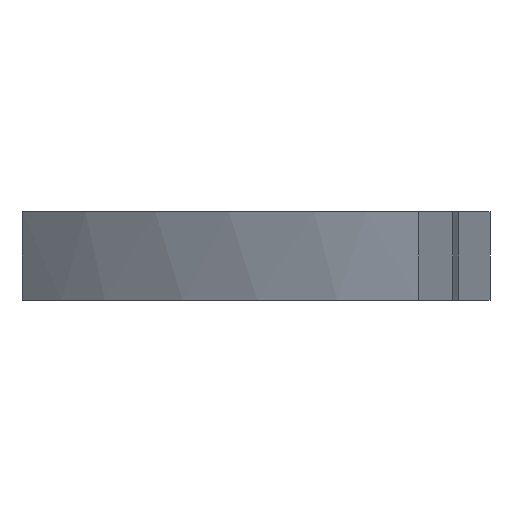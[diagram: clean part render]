
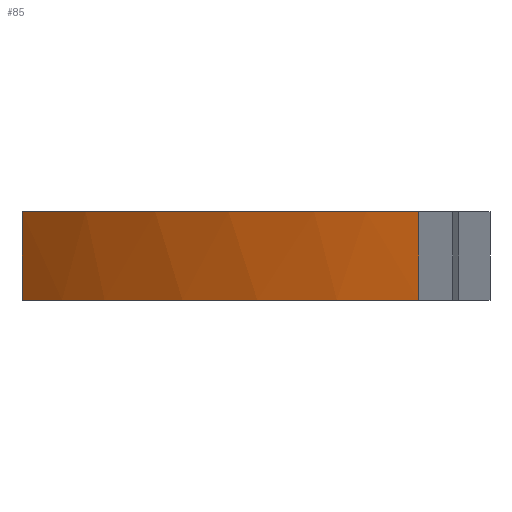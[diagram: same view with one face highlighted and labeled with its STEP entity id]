
A CAD part, front view. The second image highlights one B-rep face of the part: STEP entity #85.
In plain terms, the highlighted free-form (B-spline) face has degree [2, 1] with [3, 2] control points.
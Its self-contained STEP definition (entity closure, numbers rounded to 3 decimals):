
#85=ADVANCED_FACE('',(#165),#2869,.T.);
#165=FACE_OUTER_BOUND('',#245,.T.);
#245=EDGE_LOOP('',(#674,#675,#676,#677));
#674=ORIENTED_EDGE('',*,*,#2030,.F.);
#675=ORIENTED_EDGE('',*,*,#2173,.F.);
#676=ORIENTED_EDGE('',*,*,#1986,.F.);
#677=ORIENTED_EDGE('',*,*,#2142,.F.);
#750=(
BOUNDED_CURVE()
B_SPLINE_CURVE(2,(#3744,#3745,#3746),.UNSPECIFIED.,.F.,.F.)
B_SPLINE_CURVE_WITH_KNOTS((3,3),(1730.796,1888.143),
 .UNSPECIFIED.)
CURVE()
GEOMETRIC_REPRESENTATION_ITEM()
RATIONAL_B_SPLINE_CURVE((1.,0.966,1.))
REPRESENTATION_ITEM('')
);
#751=(
BOUNDED_CURVE()
B_SPLINE_CURVE(2,(#3747,#3748,#3749),.UNSPECIFIED.,.F.,.F.)
B_SPLINE_CURVE_WITH_KNOTS((3,3),(1730.796,1888.143),
 .UNSPECIFIED.)
CURVE()
GEOMETRIC_REPRESENTATION_ITEM()
RATIONAL_B_SPLINE_CURVE((1.,0.966,1.))
REPRESENTATION_ITEM('')
);
#756=(
BOUNDED_CURVE()
B_SPLINE_CURVE(2,(#3936,#3937,#3938),.UNSPECIFIED.,.F.,.F.)
B_SPLINE_CURVE_WITH_KNOTS((3,3),(-1888.143,-1730.796),
 .UNSPECIFIED.)
CURVE()
GEOMETRIC_REPRESENTATION_ITEM()
RATIONAL_B_SPLINE_CURVE((1.,0.966,1.))
REPRESENTATION_ITEM('')
);
#757=(
BOUNDED_CURVE()
B_SPLINE_CURVE(2,(#3939,#3940,#3941),.UNSPECIFIED.,.F.,.F.)
B_SPLINE_CURVE_WITH_KNOTS((3,3),(-1888.143,-1730.796),
 .UNSPECIFIED.)
CURVE()
GEOMETRIC_REPRESENTATION_ITEM()
RATIONAL_B_SPLINE_CURVE((1.,0.966,1.))
REPRESENTATION_ITEM('')
);
#814=(
BOUNDED_CURVE()
B_SPLINE_CURVE(1,(#4730,#4731),.UNSPECIFIED.,.F.,.F.)
B_SPLINE_CURVE_WITH_KNOTS((2,2),(0.,30.),.UNSPECIFIED.)
CURVE()
GEOMETRIC_REPRESENTATION_ITEM()
RATIONAL_B_SPLINE_CURVE((1.,1.))
REPRESENTATION_ITEM('')
);
#843=(
BOUNDED_CURVE()
B_SPLINE_CURVE(1,(#5018,#5019),.UNSPECIFIED.,.F.,.F.)
B_SPLINE_CURVE_WITH_KNOTS((2,2),(-30.,0.),.UNSPECIFIED.)
CURVE()
GEOMETRIC_REPRESENTATION_ITEM()
RATIONAL_B_SPLINE_CURVE((1.,1.))
REPRESENTATION_ITEM('')
);
#876=PCURVE('',#2874,#1320);
#920=PCURVE('',#2875,#1364);
#1153=PCURVE('',#2840,#1597);
#1266=PCURVE('',#2868,#1710);
#1268=PCURVE('',#2869,#1712);
#1269=PCURVE('',#2869,#1713);
#1270=PCURVE('',#2869,#1714);
#1271=PCURVE('',#2869,#1715);
#1320=DEFINITIONAL_REPRESENTATION('',(#751),#5069);
#1364=DEFINITIONAL_REPRESENTATION('',(#757),#5069);
#1597=DEFINITIONAL_REPRESENTATION('',(#2553),#5069);
#1710=DEFINITIONAL_REPRESENTATION('',(#2668),#5069);
#1712=DEFINITIONAL_REPRESENTATION('',(#2670),#5069);
#1713=DEFINITIONAL_REPRESENTATION('',(#2671),#5069);
#1714=DEFINITIONAL_REPRESENTATION('',(#2672),#5069);
#1715=DEFINITIONAL_REPRESENTATION('',(#2673),#5069);
#1764=SURFACE_CURVE('',#750,(#876,#1270),.PCURVE_S1.);
#1808=SURFACE_CURVE('',#756,(#920,#1268),.PCURVE_S1.);
#1920=SURFACE_CURVE('',#814,(#1153,#1271),.PCURVE_S1.);
#1951=SURFACE_CURVE('',#843,(#1266,#1269),.PCURVE_S1.);
#1986=EDGE_CURVE('',#2693,#2692,#1764,.T.);
#2030=EDGE_CURVE('',#2763,#2762,#1808,.T.);
#2142=EDGE_CURVE('',#2762,#2693,#1920,.T.);
#2173=EDGE_CURVE('',#2692,#2763,#1951,.T.);
#2553=B_SPLINE_CURVE_WITH_KNOTS('',1,(#4732,#4733),.UNSPECIFIED.,.F.,.F.,
(2,2),(0.,30.),.UNSPECIFIED.);
#2668=B_SPLINE_CURVE_WITH_KNOTS('',1,(#5020,#5021),.UNSPECIFIED.,.F.,.F.,
(2,2),(-30.,0.),.UNSPECIFIED.);
#2670=B_SPLINE_CURVE_WITH_KNOTS('',1,(#5024,#5025),.UNSPECIFIED.,.F.,.F.,
(2,2),(-1888.143,-1730.796),.UNSPECIFIED.);
#2671=B_SPLINE_CURVE_WITH_KNOTS('',1,(#5026,#5027),.UNSPECIFIED.,.F.,.F.,
(2,2),(-30.,0.),.UNSPECIFIED.);
#2672=B_SPLINE_CURVE_WITH_KNOTS('',1,(#5028,#5029),.UNSPECIFIED.,.F.,.F.,
(2,2),(1730.796,1888.143),.UNSPECIFIED.);
#2673=B_SPLINE_CURVE_WITH_KNOTS('',1,(#5030,#5031),.UNSPECIFIED.,.F.,.F.,
(2,2),(0.,30.),.UNSPECIFIED.);
#2692=VERTEX_POINT('',#3372);
#2693=VERTEX_POINT('',#3373);
#2762=VERTEX_POINT('',#3442);
#2763=VERTEX_POINT('',#3443);
#2840=(
BOUNDED_SURFACE()
B_SPLINE_SURFACE(2,1,((#3156,#3157),(#3158,#3159),(#3160,#3161)),
 .UNSPECIFIED.,.F.,.F.,.F.)
B_SPLINE_SURFACE_WITH_KNOTS((3,3),(2,2),(2268.644,2313.644),
(0.,30.),.UNSPECIFIED.)
GEOMETRIC_REPRESENTATION_ITEM()
RATIONAL_B_SPLINE_SURFACE(((1.,1.),(1.,1.),(1.,1.)))
REPRESENTATION_ITEM('')
SURFACE()
);
#2868=(
BOUNDED_SURFACE()
B_SPLINE_SURFACE(2,1,((#3356,#3357),(#3358,#3359),(#3360,#3361)),
 .UNSPECIFIED.,.F.,.F.,.F.)
B_SPLINE_SURFACE_WITH_KNOTS((3,3),(2,2),(1888.143,1932.942),
(0.,30.),.UNSPECIFIED.)
GEOMETRIC_REPRESENTATION_ITEM()
RATIONAL_B_SPLINE_SURFACE(((1.,1.),(1.,1.),(1.,1.)))
REPRESENTATION_ITEM('')
SURFACE()
);
#2869=(
BOUNDED_SURFACE()
B_SPLINE_SURFACE(2,1,((#3362,#3363),(#3364,#3365),(#3366,#3367)),
 .UNSPECIFIED.,.F.,.F.,.F.)
B_SPLINE_SURFACE_WITH_KNOTS((3,3),(2,2),(1730.796,1888.143),
(0.,30.),.UNSPECIFIED.)
GEOMETRIC_REPRESENTATION_ITEM()
RATIONAL_B_SPLINE_SURFACE(((1.,1.),(0.966,0.966),
(1.,1.)))
REPRESENTATION_ITEM('')
SURFACE()
);
#2874=PLANE('',#3004);
#2875=PLANE('',#3005);
#3004=AXIS2_PLACEMENT_3D('',#3094,#3049,$);
#3005=AXIS2_PLACEMENT_3D('',#3095,#3050,$);
#3049=DIRECTION('',(0.,0.,1.));
#3050=DIRECTION('',(0.,0.,-1.));
#3094=CARTESIAN_POINT('',(2193.676,251.995,149.632));
#3095=CARTESIAN_POINT('',(2193.676,251.995,119.632));
#3156=CARTESIAN_POINT('',(2146.3,170.103,119.632));
#3157=CARTESIAN_POINT('',(2146.3,170.103,149.632));
#3158=CARTESIAN_POINT('',(2130.391,154.193,119.632));
#3159=CARTESIAN_POINT('',(2130.391,154.193,149.632));
#3160=CARTESIAN_POINT('',(2114.481,138.283,119.632));
#3161=CARTESIAN_POINT('',(2114.481,138.283,149.632));
#3356=CARTESIAN_POINT('',(2249.196,60.506,119.632));
#3357=CARTESIAN_POINT('',(2249.196,60.506,149.632));
#3358=CARTESIAN_POINT('',(2254.994,82.142,119.632));
#3359=CARTESIAN_POINT('',(2254.994,82.142,149.632));
#3360=CARTESIAN_POINT('',(2260.791,103.778,119.632));
#3361=CARTESIAN_POINT('',(2260.791,103.778,149.632));
#3362=CARTESIAN_POINT('',(2114.481,138.283,119.632));
#3363=CARTESIAN_POINT('',(2114.481,138.283,149.632));
#3364=CARTESIAN_POINT('',(2171.418,81.346,119.632));
#3365=CARTESIAN_POINT('',(2171.418,81.346,149.632));
#3366=CARTESIAN_POINT('',(2249.196,60.506,119.632));
#3367=CARTESIAN_POINT('',(2249.196,60.506,149.632));
#3372=CARTESIAN_POINT('',(2249.196,60.506,149.632));
#3373=CARTESIAN_POINT('',(2114.481,138.283,149.632));
#3442=CARTESIAN_POINT('',(2114.481,138.283,119.632));
#3443=CARTESIAN_POINT('',(2249.196,60.506,119.632));
#3744=CARTESIAN_POINT('',(2114.481,138.283,149.632));
#3745=CARTESIAN_POINT('',(2171.418,81.346,149.632));
#3746=CARTESIAN_POINT('',(2249.196,60.506,149.632));
#3747=CARTESIAN_POINT('',(0.,0.));
#3748=CARTESIAN_POINT('',(0.,80.522));
#3749=CARTESIAN_POINT('',(-40.261,150.255));
#3936=CARTESIAN_POINT('',(2249.196,60.506,119.632));
#3937=CARTESIAN_POINT('',(2171.418,81.346,119.632));
#3938=CARTESIAN_POINT('',(2114.481,138.283,119.632));
#3939=CARTESIAN_POINT('',(150.255,-40.261));
#3940=CARTESIAN_POINT('',(80.522,0.));
#3941=CARTESIAN_POINT('',(0.,0.));
#4730=CARTESIAN_POINT('',(2114.481,138.283,119.632));
#4731=CARTESIAN_POINT('',(2114.481,138.283,149.632));
#4732=CARTESIAN_POINT('',(2313.644,0.));
#4733=CARTESIAN_POINT('',(2313.644,30.));
#5018=CARTESIAN_POINT('',(2249.196,60.506,149.632));
#5019=CARTESIAN_POINT('',(2249.196,60.506,119.632));
#5020=CARTESIAN_POINT('',(1888.143,30.));
#5021=CARTESIAN_POINT('',(1888.143,0.));
#5024=CARTESIAN_POINT('',(1888.143,0.));
#5025=CARTESIAN_POINT('',(1730.796,0.));
#5026=CARTESIAN_POINT('',(1888.143,30.));
#5027=CARTESIAN_POINT('',(1888.143,0.));
#5028=CARTESIAN_POINT('',(1730.796,30.));
#5029=CARTESIAN_POINT('',(1888.143,30.));
#5030=CARTESIAN_POINT('',(1730.796,0.));
#5031=CARTESIAN_POINT('',(1730.796,30.));
#5069=(
GEOMETRIC_REPRESENTATION_CONTEXT(2)
PARAMETRIC_REPRESENTATION_CONTEXT()
REPRESENTATION_CONTEXT('pspace','')
);
